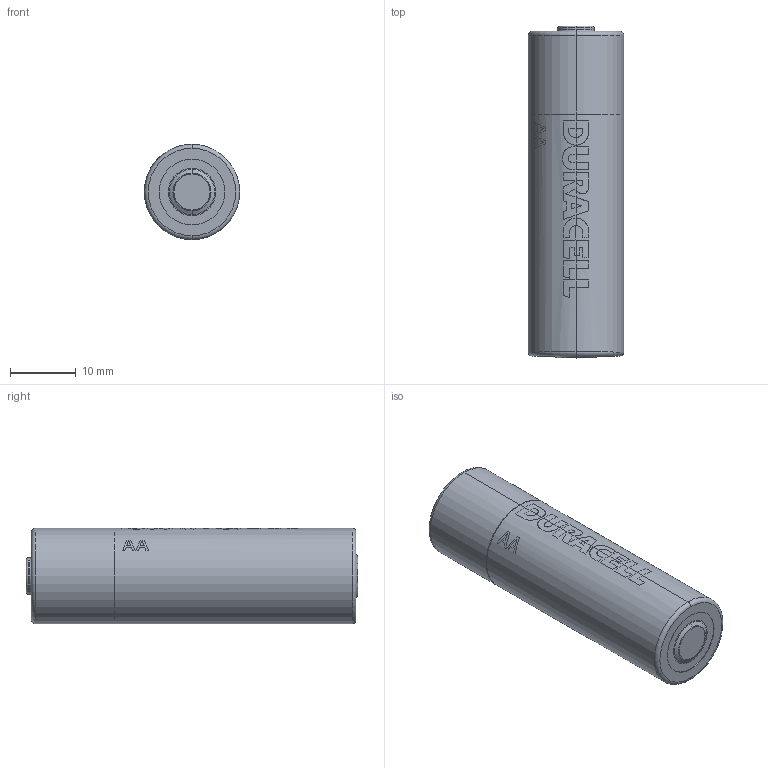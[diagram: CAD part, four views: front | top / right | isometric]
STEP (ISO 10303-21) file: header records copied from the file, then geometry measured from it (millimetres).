
FILE_DESCRIPTION (( 'STEP AP203' ), '1' );
FILE_NAME ('3d.STEP', '2023-01-09T22:37:37', ( '' ), ( '' ), 'SwSTEP 2.0', 'SolidWorks 2021', '' );
FILE_SCHEMA (( 'CONFIG_CONTROL_DESIGN' ));
Length unit declared in the file: millimetre
Products named in the file (1): 3d
Bounding box: 14.5 x 50.5 x 14.5 mm (x, y, z)
Volume: 8169 mm3; surface area: 2577.2 mm2
Topology: 1 solids, 1 shells, 155 faces, 417 edges, 274 vertices
Faces by surface type: plane 92, cylinder 46, torus 12, bspline 3, cone 2
Entity records: 5139 total; most frequent: CARTESIAN_POINT 1306, ORIENTED_EDGE 834, DIRECTION 753, EDGE_CURVE 417, VERTEX_POINT 274, AXIS2_PLACEMENT_3D 271, LINE 211, VECTOR 211
